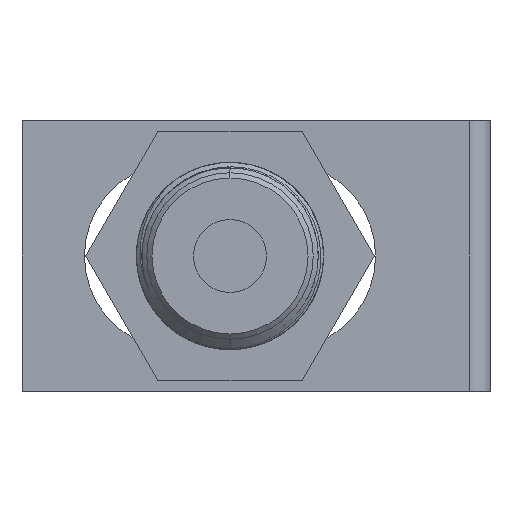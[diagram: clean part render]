
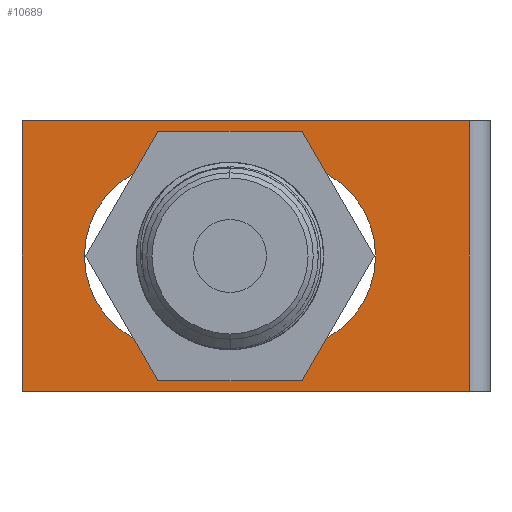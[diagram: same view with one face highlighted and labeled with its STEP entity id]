
A CAD part, left-side view. The second image highlights one B-rep face of the part: STEP entity #10689.
In plain terms, the highlighted face is planar.
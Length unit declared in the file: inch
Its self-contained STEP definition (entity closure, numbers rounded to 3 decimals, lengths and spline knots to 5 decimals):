
#64 = VERTEX_POINT ( 'NONE', #7693 ) ;
#309 = ORIENTED_EDGE ( 'NONE', *, *, #12916, .T. ) ;
#541 = DIRECTION ( 'NONE',  ( 0., 0., -1. ) ) ;
#663 = VERTEX_POINT ( 'NONE', #17934 ) ;
#913 = LINE ( 'NONE', #23403, #12026 ) ;
#2188 = ORIENTED_EDGE ( 'NONE', *, *, #5372, .T. ) ;
#2240 = ORIENTED_EDGE ( 'NONE', *, *, #16197, .T. ) ;
#2693 = DIRECTION ( 'NONE',  ( -1., 0., 0. ) ) ;
#2942 = DIRECTION ( 'NONE',  ( 0., 0., 1. ) ) ;
#2966 = DIRECTION ( 'NONE',  ( 0., 0., -1. ) ) ;
#3110 = DIRECTION ( 'NONE',  ( 0., 0., 1. ) ) ;
#3197 = EDGE_CURVE ( 'NONE', #12308, #7880, #913, .T. ) ;
#3291 = LINE ( 'NONE', #18532, #3408 ) ;
#3408 = VECTOR ( 'NONE', #7273, 39.37008 ) ;
#3485 = CARTESIAN_POINT ( 'NONE',  ( 0., 0., -0.7874 ) ) ;
#3571 = VERTEX_POINT ( 'NONE', #20787 ) ;
#4018 = EDGE_LOOP ( 'NONE', ( #9764, #2188, #309, #11754, #2240 ) ) ;
#4628 = DIRECTION ( 'NONE',  ( 0., 1., 0. ) ) ;
#4761 = CARTESIAN_POINT ( 'NONE',  ( 0., -0.51181, 0. ) ) ;
#4966 = DIRECTION ( 'NONE',  ( 0., 0., 1. ) ) ;
#5098 = CIRCLE ( 'NONE', #18292, 0.35433 ) ;
#5372 = EDGE_CURVE ( 'NONE', #15900, #64, #21761, .T. ) ;
#5484 = VECTOR ( 'NONE', #19132, 39.37008 ) ;
#6226 = LINE ( 'NONE', #17485, #5484 ) ;
#6744 = FACE_BOUND ( 'NONE', #4018, .T. ) ;
#7059 = CARTESIAN_POINT ( 'NONE',  ( 0., 0.51181, 0. ) ) ;
#7273 = DIRECTION ( 'NONE',  ( 0., 1., 0. ) ) ;
#7693 = CARTESIAN_POINT ( 'NONE',  ( 0., -0.35433, -0.7874 ) ) ;
#7715 = CARTESIAN_POINT ( 'NONE',  ( 0., 0.51181, -1.77165 ) ) ;
#7880 = VERTEX_POINT ( 'NONE', #14769 ) ;
#8127 = EDGE_CURVE ( 'NONE', #663, #15900, #5098, .T. ) ;
#8388 = DIRECTION ( 'NONE',  ( 1., 0., 0. ) ) ;
#9330 = CARTESIAN_POINT ( 'NONE',  ( 0., 0., -0.43307 ) ) ;
#9334 = EDGE_CURVE ( 'NONE', #7880, #14488, #21389, .T. ) ;
#9739 = VERTEX_POINT ( 'NONE', #23692 ) ;
#9764 = ORIENTED_EDGE ( 'NONE', *, *, #8127, .T. ) ;
#10689 = ADVANCED_FACE ( 'NONE', ( #6744, #12628 ), #14376, .T. ) ;
#10867 = ORIENTED_EDGE ( 'NONE', *, *, #15210, .F. ) ;
#11095 = DIRECTION ( 'NONE',  ( -1., 0., 0. ) ) ;
#11670 = VECTOR ( 'NONE', #12132, 39.37008 ) ;
#11754 = ORIENTED_EDGE ( 'NONE', *, *, #16973, .T. ) ;
#12026 = VECTOR ( 'NONE', #541, 39.37008 ) ;
#12132 = DIRECTION ( 'NONE',  ( 0., 0., 1. ) ) ;
#12308 = VERTEX_POINT ( 'NONE', #12584 ) ;
#12343 = VERTEX_POINT ( 'NONE', #9330 ) ;
#12584 = CARTESIAN_POINT ( 'NONE',  ( 0., -0.51181, -0.07874 ) ) ;
#12628 = FACE_OUTER_BOUND ( 'NONE', #21230, .T. ) ;
#12916 = EDGE_CURVE ( 'NONE', #64, #12343, #14626, .T. ) ;
#14360 = ORIENTED_EDGE ( 'NONE', *, *, #3197, .T. ) ;
#14376 = PLANE ( 'NONE',  #15784 ) ;
#14488 = VERTEX_POINT ( 'NONE', #7715 ) ;
#14626 = CIRCLE ( 'NONE', #23014, 0.35433 ) ;
#14769 = CARTESIAN_POINT ( 'NONE',  ( 0., -0.51181, -1.77165 ) ) ;
#15210 = EDGE_CURVE ( 'NONE', #3571, #14488, #16442, .T. ) ;
#15784 = AXIS2_PLACEMENT_3D ( 'NONE', #4761, #8388, #16119 ) ;
#15900 = VERTEX_POINT ( 'NONE', #21521 ) ;
#16119 = DIRECTION ( 'NONE',  ( 0., 0., -1. ) ) ;
#16197 = EDGE_CURVE ( 'NONE', #9739, #663, #6226, .T. ) ;
#16442 = LINE ( 'NONE', #7059, #18657 ) ;
#16973 = EDGE_CURVE ( 'NONE', #12343, #9739, #23854, .T. ) ;
#17442 = ORIENTED_EDGE ( 'NONE', *, *, #9334, .T. ) ;
#17485 = CARTESIAN_POINT ( 'NONE',  ( 0., 0.35433, 0. ) ) ;
#17883 = CARTESIAN_POINT ( 'NONE',  ( 0., -0.51181, -1.77165 ) ) ;
#17934 = CARTESIAN_POINT ( 'NONE',  ( 0., 0.35433, -1.1811 ) ) ;
#18292 = AXIS2_PLACEMENT_3D ( 'NONE', #23923, #2693, #2942 ) ;
#18532 = CARTESIAN_POINT ( 'NONE',  ( 0., 1.8462, -0.07874 ) ) ;
#18593 = CARTESIAN_POINT ( 'NONE',  ( 0., 0., -0.7874 ) ) ;
#18657 = VECTOR ( 'NONE', #2966, 39.37008 ) ;
#19132 = DIRECTION ( 'NONE',  ( 0., 0., -1. ) ) ;
#20302 = VECTOR ( 'NONE', #4628, 39.37008 ) ;
#20787 = CARTESIAN_POINT ( 'NONE',  ( 0., 0.51181, -0.07874 ) ) ;
#21230 = EDGE_LOOP ( 'NONE', ( #10867, #23530, #14360, #17442 ) ) ;
#21389 = LINE ( 'NONE', #17883, #20302 ) ;
#21521 = CARTESIAN_POINT ( 'NONE',  ( 0., -0.35433, -1.1811 ) ) ;
#21645 = CARTESIAN_POINT ( 'NONE',  ( 0., -0.35433, 0. ) ) ;
#21761 = LINE ( 'NONE', #21645, #11670 ) ;
#22242 = AXIS2_PLACEMENT_3D ( 'NONE', #18593, #22339, #3110 ) ;
#22335 = EDGE_CURVE ( 'NONE', #12308, #3571, #3291, .T. ) ;
#22339 = DIRECTION ( 'NONE',  ( -1., 0., 0. ) ) ;
#23014 = AXIS2_PLACEMENT_3D ( 'NONE', #3485, #11095, #4966 ) ;
#23403 = CARTESIAN_POINT ( 'NONE',  ( 0., -0.51181, 0. ) ) ;
#23530 = ORIENTED_EDGE ( 'NONE', *, *, #22335, .F. ) ;
#23692 = CARTESIAN_POINT ( 'NONE',  ( 0., 0.35433, -0.7874 ) ) ;
#23854 = CIRCLE ( 'NONE', #22242, 0.35433 ) ;
#23923 = CARTESIAN_POINT ( 'NONE',  ( 0., 0., -1.1811 ) ) ;
